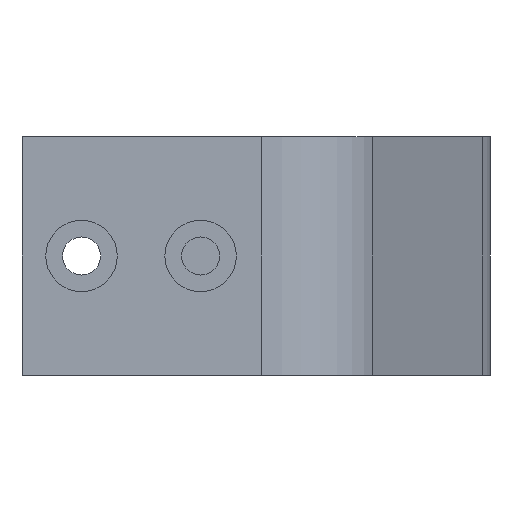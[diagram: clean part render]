
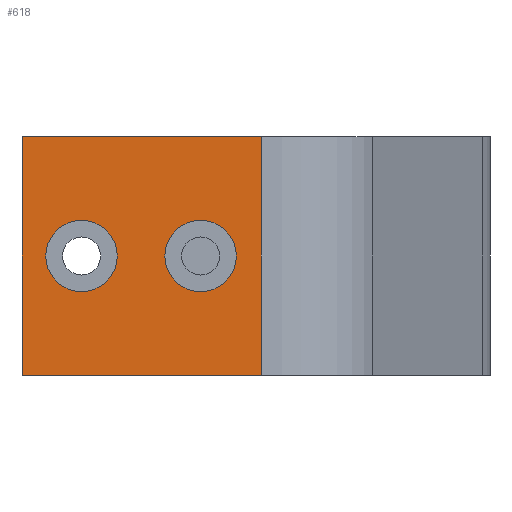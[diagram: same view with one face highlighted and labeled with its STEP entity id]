
A CAD part, left-side view. The second image highlights one B-rep face of the part: STEP entity #618.
In plain terms, the highlighted planar face has unit normal (-1, 0, 0).
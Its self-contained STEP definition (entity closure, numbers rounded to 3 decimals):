
#83 = VERTEX_POINT('',#84);
#84 = CARTESIAN_POINT('',(-34.5,-73.,0.));
#90 = EDGE_CURVE('',#83,#91,#93,.T.);
#91 = VERTEX_POINT('',#92);
#92 = CARTESIAN_POINT('',(-34.5,-93.082,0.));
#93 = LINE('',#94,#95);
#94 = CARTESIAN_POINT('',(-34.5,-73.,0.));
#95 = VECTOR('',#96,1.);
#96 = DIRECTION('',(0.,-1.,0.));
#574 = EDGE_CURVE('',#91,#575,#577,.T.);
#575 = VERTEX_POINT('',#576);
#576 = CARTESIAN_POINT('',(-34.5,-93.082,20.));
#577 = LINE('',#578,#579);
#578 = CARTESIAN_POINT('',(-34.5,-93.082,0.));
#579 = VECTOR('',#580,1.);
#580 = DIRECTION('',(0.,0.,1.));
#600 = VERTEX_POINT('',#601);
#601 = CARTESIAN_POINT('',(-34.5,-73.,20.));
#607 = EDGE_CURVE('',#83,#600,#608,.T.);
#608 = LINE('',#609,#610);
#609 = CARTESIAN_POINT('',(-34.5,-73.,0.));
#610 = VECTOR('',#611,1.);
#611 = DIRECTION('',(0.,0.,1.));
#618 = ADVANCED_FACE('',(#619,#630,#641),#652,.F.);
#619 = FACE_BOUND('',#620,.F.);
#620 = EDGE_LOOP('',(#621,#622,#623,#629));
#621 = ORIENTED_EDGE('',*,*,#90,.F.);
#622 = ORIENTED_EDGE('',*,*,#607,.T.);
#623 = ORIENTED_EDGE('',*,*,#624,.T.);
#624 = EDGE_CURVE('',#600,#575,#625,.T.);
#625 = LINE('',#626,#627);
#626 = CARTESIAN_POINT('',(-34.5,-73.,20.));
#627 = VECTOR('',#628,1.);
#628 = DIRECTION('',(0.,-1.,0.));
#629 = ORIENTED_EDGE('',*,*,#574,.F.);
#630 = FACE_BOUND('',#631,.F.);
#631 = EDGE_LOOP('',(#632));
#632 = ORIENTED_EDGE('',*,*,#633,.T.);
#633 = EDGE_CURVE('',#634,#634,#636,.T.);
#634 = VERTEX_POINT('',#635);
#635 = CARTESIAN_POINT('',(-34.5,-78.,13.));
#636 = CIRCLE('',#637,3.);
#637 = AXIS2_PLACEMENT_3D('',#638,#639,#640);
#638 = CARTESIAN_POINT('',(-34.5,-78.,10.));
#639 = DIRECTION('',(-1.,0.,0.));
#640 = DIRECTION('',(0.,0.,1.));
#641 = FACE_BOUND('',#642,.F.);
#642 = EDGE_LOOP('',(#643));
#643 = ORIENTED_EDGE('',*,*,#644,.T.);
#644 = EDGE_CURVE('',#645,#645,#647,.T.);
#645 = VERTEX_POINT('',#646);
#646 = CARTESIAN_POINT('',(-34.5,-88.,13.));
#647 = CIRCLE('',#648,3.);
#648 = AXIS2_PLACEMENT_3D('',#649,#650,#651);
#649 = CARTESIAN_POINT('',(-34.5,-88.,10.));
#650 = DIRECTION('',(-1.,0.,0.));
#651 = DIRECTION('',(0.,0.,1.));
#652 = PLANE('',#653);
#653 = AXIS2_PLACEMENT_3D('',#654,#655,#656);
#654 = CARTESIAN_POINT('',(-34.5,-73.,0.));
#655 = DIRECTION('',(1.,0.,0.));
#656 = DIRECTION('',(0.,-1.,0.));
